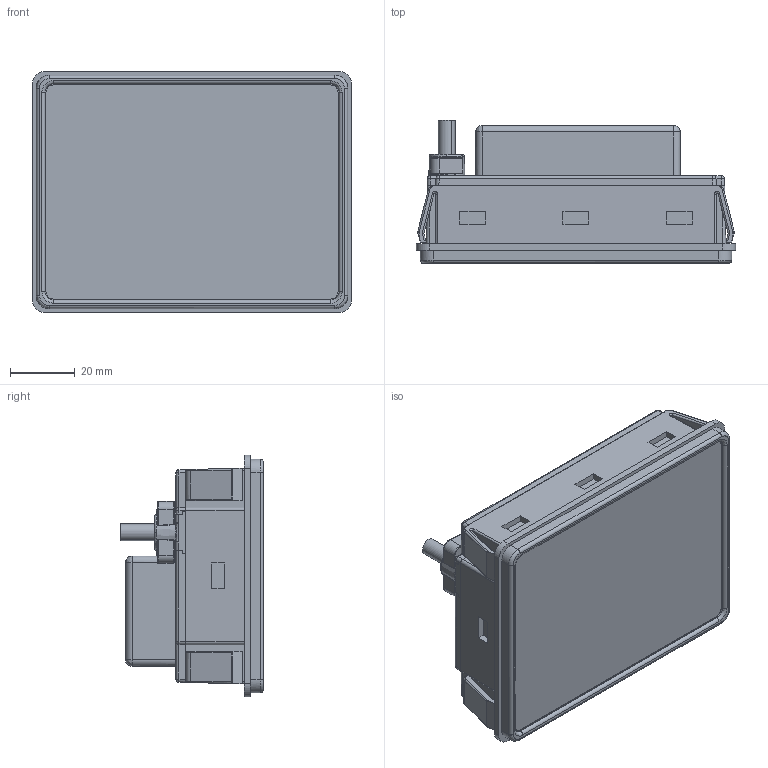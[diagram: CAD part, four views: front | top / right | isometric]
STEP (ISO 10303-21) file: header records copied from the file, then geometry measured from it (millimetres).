
FILE_DESCRIPTION (( 'STEP AP203' ), '1' );
FILE_NAME ('IZ16E-000-1-xx,x-0.STEP', '2012-01-19T10:06:52', ( 'Marc' ), ( '' ), 'SwSTEP 2.0', 'SolidWorks 2012', '' );
FILE_SCHEMA (( 'CONFIG_CONTROL_DESIGN' ));
Length unit declared in the file: millimetre
Products named in the file (3): Group1^IZ16E-000-1-xx,x-0; Dichtung IZ16 Geh_X_E4use-1^IZ16E-000-1-xx,x-0; IZ16E-000-1-xx,x-0
Assembly tree (2 placements, depth 2):
  IZ16E-000-1-xx,x-0
    Group1^IZ16E-000-1-xx,x-0
    Dichtung IZ16 Geh_X_E4use-1^IZ16E-000-1-xx,x-0
Bounding box: 98.4 x 44.05 x 74.4 mm (x, y, z)
Volume: 207218.9 mm3; surface area: 68878.7 mm2
Topology: 7 solids, 7 shells, 514 faces, 1329 edges, 815 vertices
Faces by surface type: plane 213, cylinder 170, bspline 114, cone 17
Entity records: 28934 total; most frequent: CARTESIAN_POINT 17254, ORIENTED_EDGE 2606, DIRECTION 2041, EDGE_CURVE 1303, VERTEX_POINT 815, VECTOR 723, LINE 723, AXIS2_PLACEMENT_3D 659
